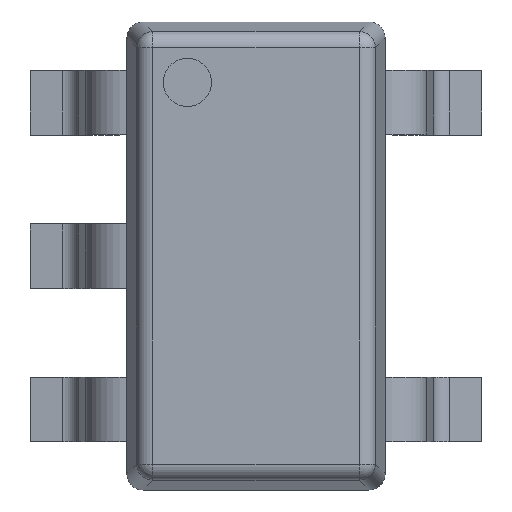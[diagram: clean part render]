
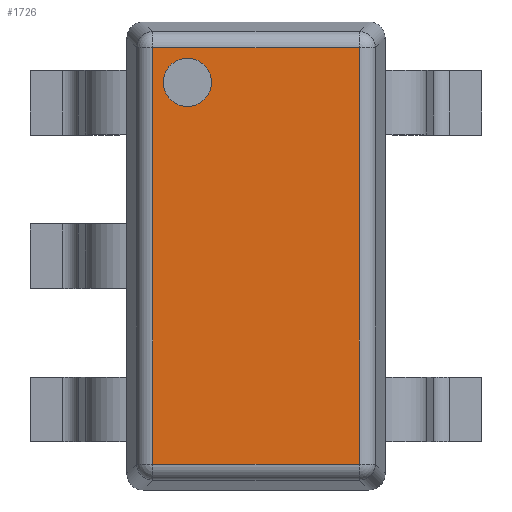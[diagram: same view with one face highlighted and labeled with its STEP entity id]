
A CAD part, top view. The second image highlights one B-rep face of the part: STEP entity #1726.
In plain terms, the highlighted planar face has unit normal (0, 0, 1).
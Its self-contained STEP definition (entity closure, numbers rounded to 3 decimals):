
#21=FACE_BOUND('',#273,.T.);
#94=PLANE('',#1885);
#165=FACE_OUTER_BOUND('',#272,.T.);
#272=EDGE_LOOP('',(#1362,#1363,#1364,#1365));
#273=EDGE_LOOP('',(#1366));
#428=LINE('',#2832,#588);
#429=LINE('',#2834,#589);
#430=LINE('',#2836,#590);
#431=LINE('',#2837,#591);
#588=VECTOR('',#2256,1.);
#589=VECTOR('',#2257,1.);
#590=VECTOR('',#2258,1.);
#591=VECTOR('',#2259,1.);
#679=CIRCLE('',#1872,0.15);
#783=VERTEX_POINT('',#2738);
#816=VERTEX_POINT('',#2830);
#817=VERTEX_POINT('',#2831);
#818=VERTEX_POINT('',#2833);
#819=VERTEX_POINT('',#2835);
#975=EDGE_CURVE('',#783,#783,#679,.T.);
#1012=EDGE_CURVE('',#816,#817,#428,.T.);
#1013=EDGE_CURVE('',#817,#818,#429,.T.);
#1014=EDGE_CURVE('',#818,#819,#430,.T.);
#1015=EDGE_CURVE('',#819,#816,#431,.T.);
#1362=ORIENTED_EDGE('',*,*,#1012,.T.);
#1363=ORIENTED_EDGE('',*,*,#1013,.T.);
#1364=ORIENTED_EDGE('',*,*,#1014,.T.);
#1365=ORIENTED_EDGE('',*,*,#1015,.T.);
#1366=ORIENTED_EDGE('',*,*,#975,.F.);
#1726=ADVANCED_FACE('',(#165,#21),#94,.T.);
#1872=AXIS2_PLACEMENT_3D('',#2740,#2200,#2201);
#1885=AXIS2_PLACEMENT_3D('',#2829,#2254,#2255);
#2200=DIRECTION('center_axis',(0.,0.,1.));
#2201=DIRECTION('ref_axis',(-1.,0.,0.));
#2254=DIRECTION('center_axis',(0.,0.,1.));
#2255=DIRECTION('ref_axis',(-1.,0.,0.));
#2256=DIRECTION('',(0.,-1.,0.));
#2257=DIRECTION('',(1.,0.,0.));
#2258=DIRECTION('',(0.,1.,0.));
#2259=DIRECTION('',(-1.,0.,0.));
#2738=CARTESIAN_POINT('',(-0.275,1.103,1.45));
#2740=CARTESIAN_POINT('Origin',(-0.425,1.103,1.45));
#2829=CARTESIAN_POINT('Origin',(0.,0.028,1.45));
#2830=CARTESIAN_POINT('',(-0.641,1.319,1.45));
#2831=CARTESIAN_POINT('',(-0.641,-1.263,1.45));
#2832=CARTESIAN_POINT('',(-0.641,-1.347,1.45));
#2833=CARTESIAN_POINT('',(0.641,-1.263,1.45));
#2834=CARTESIAN_POINT('',(0.725,-1.263,1.45));
#2835=CARTESIAN_POINT('',(0.641,1.319,1.45));
#2836=CARTESIAN_POINT('',(0.641,1.403,1.45));
#2837=CARTESIAN_POINT('',(-0.725,1.319,1.45));
